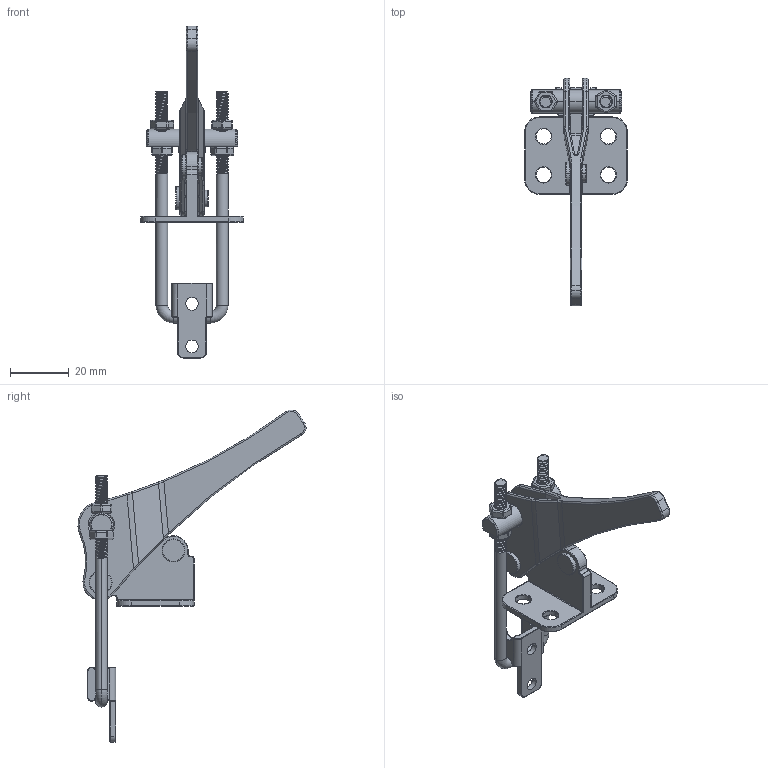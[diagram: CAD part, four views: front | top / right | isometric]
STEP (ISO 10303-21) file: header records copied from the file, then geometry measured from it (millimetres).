
FILE_DESCRIPTION (( 'STEP AP203' ), '1' );
FILE_NAME ('TH-40324.STEP', '2013-12-13T06:45:32', ( '' ), ( '' ), 'SwSTEP 2.0', 'SolidWorks 2010', '' );
FILE_SCHEMA (( 'CONFIG_CONTROL_DESIGN' ));
Products named in the file (9): M4螺母; PIN1; PIN2; TH-40324; 主體; 手柄; 軸心; 鉤; 扣座
Assembly tree (11 placements, depth 2):
  TH-40324
    主體
    手柄
    PIN1
    M4螺母  x4
    PIN2
    鉤
    扣座
    軸心
Bounding box: 35 x 77.59 x 112.97 mm (x, y, z)
Volume: 13605 mm3; surface area: 13650.7 mm2
Topology: 11 solids, 11 shells, 794 faces, 1854 edges, 1068 vertices
Faces by surface type: cylinder 358, torus 189, plane 96, sphere 68, bspline 60, cone 23
Entity records: 37970 total; most frequent: CARTESIAN_POINT 22278, DIRECTION 3200, ORIENTED_EDGE 3128, EDGE_CURVE 1564, AXIS2_PLACEMENT_3D 1382, VERTEX_POINT 920, CIRCLE 766, EDGE_LOOP 694
